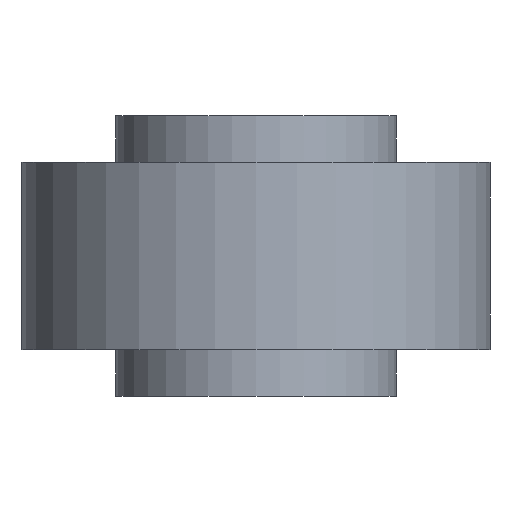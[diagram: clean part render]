
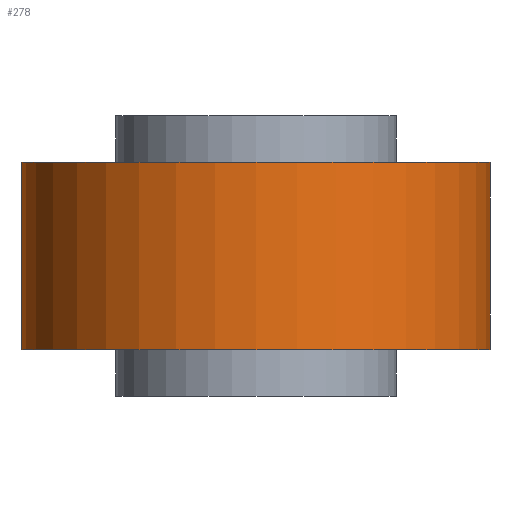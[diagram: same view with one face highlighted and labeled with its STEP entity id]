
A CAD part, left-side view. The second image highlights one B-rep face of the part: STEP entity #278.
In plain terms, the highlighted cylindrical face has radius 25 mm (diameter 50 mm), a partial arc.
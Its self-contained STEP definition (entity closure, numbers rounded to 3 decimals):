
#43=FACE_OUTER_BOUND('',#61,.T.);
#61=EDGE_LOOP('',(#242,#243,#244,#245));
#85=LINE('',#473,#107);
#89=LINE('',#480,#111);
#107=VECTOR('',#392,10.);
#111=VECTOR('',#398,10.);
#124=CIRCLE('',#321,25.);
#125=CIRCLE('',#322,25.);
#146=VERTEX_POINT('',#470);
#147=VERTEX_POINT('',#472);
#148=VERTEX_POINT('',#476);
#149=VERTEX_POINT('',#478);
#179=EDGE_CURVE('',#146,#147,#85,.T.);
#183=EDGE_CURVE('',#148,#149,#89,.T.);
#184=EDGE_CURVE('',#146,#148,#124,.T.);
#185=EDGE_CURVE('',#147,#149,#125,.T.);
#242=ORIENTED_EDGE('',*,*,#184,.T.);
#243=ORIENTED_EDGE('',*,*,#183,.T.);
#244=ORIENTED_EDGE('',*,*,#185,.F.);
#245=ORIENTED_EDGE('',*,*,#179,.F.);
#264=CYLINDRICAL_SURFACE('',#320,25.);
#278=ADVANCED_FACE('',(#43),#264,.T.);
#320=AXIS2_PLACEMENT_3D('',#481,#399,#400);
#321=AXIS2_PLACEMENT_3D('',#482,#401,#402);
#322=AXIS2_PLACEMENT_3D('',#483,#403,#404);
#392=DIRECTION('',(0.,0.,1.));
#398=DIRECTION('',(0.,0.,1.));
#399=DIRECTION('center_axis',(0.,0.,1.));
#400=DIRECTION('ref_axis',(0.,1.,0.));
#401=DIRECTION('center_axis',(0.,0.,1.));
#402=DIRECTION('ref_axis',(0.,1.,0.));
#403=DIRECTION('center_axis',(0.,0.,1.));
#404=DIRECTION('ref_axis',(0.,1.,0.));
#470=CARTESIAN_POINT('',(0.,25.,0.));
#472=CARTESIAN_POINT('',(0.,25.,20.));
#473=CARTESIAN_POINT('',(0.,25.,0.));
#476=CARTESIAN_POINT('',(0.,-25.,0.));
#478=CARTESIAN_POINT('',(0.,-25.,20.));
#480=CARTESIAN_POINT('',(0.,-25.,0.));
#481=CARTESIAN_POINT('Origin',(0.,0.,0.));
#482=CARTESIAN_POINT('Origin',(0.,0.,0.));
#483=CARTESIAN_POINT('Origin',(0.,0.,20.));
